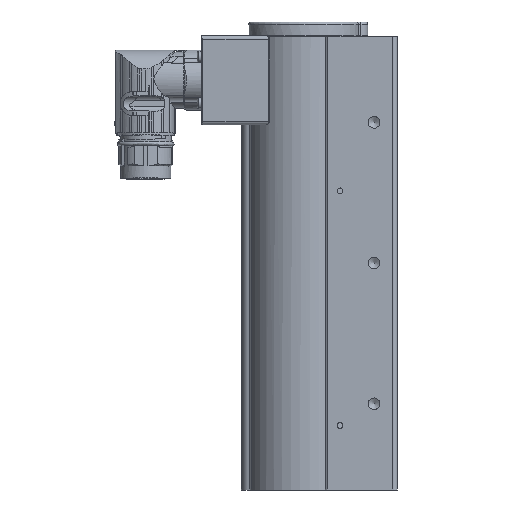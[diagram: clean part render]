
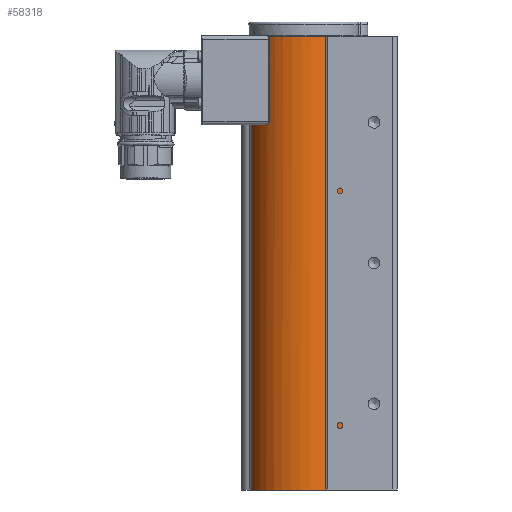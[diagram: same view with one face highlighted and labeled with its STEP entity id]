
A CAD part, left-side view. The second image highlights one B-rep face of the part: STEP entity #58318.
In plain terms, the highlighted cylindrical face has radius 24 mm (diameter 48 mm), a partial arc.
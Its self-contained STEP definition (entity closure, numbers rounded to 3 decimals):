
#290 = CARTESIAN_POINT ( 'NONE',  ( -18.469, 15.326, 174.7 ) ) ;
#431 = FACE_OUTER_BOUND ( 'NONE', #28876, .T. ) ;
#891 = ORIENTED_EDGE ( 'NONE', *, *, #68633, .T. ) ;
#4297 = CARTESIAN_POINT ( 'NONE',  ( -18.156, 15.697, 156.174 ) ) ;
#5204 = LINE ( 'NONE', #56682, #66067 ) ;
#6092 = EDGE_CURVE ( 'NONE', #48826, #79998, #26831, .T. ) ;
#6107 = ORIENTED_EDGE ( 'NONE', *, *, #57180, .T. ) ;
#7145 = CARTESIAN_POINT ( 'NONE',  ( -17.355, 16.577, 155.9 ) ) ;
#11549 = CARTESIAN_POINT ( 'NONE',  ( -18.042, 15.826, 193.3 ) ) ;
#11567 = AXIS2_PLACEMENT_3D ( 'NONE', #40101, #46076, #65863 ) ;
#16443 = ORIENTED_EDGE ( 'NONE', *, *, #67140, .T. ) ;
#19838 = CYLINDRICAL_SURFACE ( 'NONE', #11567, 24. ) ;
#20154 = CARTESIAN_POINT ( 'NONE',  ( -7.529, -22.788, 0. ) ) ;
#20914 = DIRECTION ( 'NONE',  ( 0., 0., -1. ) ) ;
#21314 = CARTESIAN_POINT ( 'NONE',  ( -18.042, 15.826, 193.3 ) ) ;
#23675 = DIRECTION ( 'NONE',  ( 0., 0., 1. ) ) ;
#24492 = CARTESIAN_POINT ( 'NONE',  ( -18.402, 15.407, 156.43 ) ) ;
#24599 = DIRECTION ( 'NONE',  ( 0., 0., -1. ) ) ;
#24889 = CARTESIAN_POINT ( 'NONE',  ( -17.569, 16.353, 155.9 ) ) ;
#26831 = LINE ( 'NONE', #33150, #42613 ) ;
#28615 = CARTESIAN_POINT ( 'NONE',  ( -7.529, -22.788, 193.3 ) ) ;
#28851 = EDGE_CURVE ( 'NONE', #42365, #30848, #76328, .T. ) ;
#28876 = EDGE_LOOP ( 'NONE', ( #38809, #62618, #891, #62966, #43670, #46874, #16443, #6107 ) ) ;
#30600 = CARTESIAN_POINT ( 'NONE',  ( -7.529, 22.788, 0. ) ) ;
#30848 = VERTEX_POINT ( 'NONE', #21314 ) ;
#33150 = CARTESIAN_POINT ( 'NONE',  ( -7.529, 22.788, 193.5 ) ) ;
#35926 = CARTESIAN_POINT ( 'NONE',  ( -18.469, 15.326, 192.855 ) ) ;
#36846 = CARTESIAN_POINT ( 'NONE',  ( -18.202, 15.643, 193.186 ) ) ;
#37106 = CARTESIAN_POINT ( 'NONE',  ( 0., 0., 193.3 ) ) ;
#38039 = VECTOR ( 'NONE', #77591, 1000. ) ;
#38809 = ORIENTED_EDGE ( 'NONE', *, *, #63375, .F. ) ;
#40101 = CARTESIAN_POINT ( 'NONE',  ( 0., 0., 193.5 ) ) ;
#42365 = VERTEX_POINT ( 'NONE', #35926 ) ;
#42613 = VECTOR ( 'NONE', #20914, 1000. ) ;
#43247 = CARTESIAN_POINT ( 'NONE',  ( -18.124, 15.734, 193.248 ) ) ;
#43670 = ORIENTED_EDGE ( 'NONE', *, *, #49058, .T. ) ;
#43672 = B_SPLINE_CURVE_WITH_KNOTS ( 'NONE', 3,
 ( #55346, #24492, #75214, #4297, #56997, #81149, #24889, #49064 ),
 .UNSPECIFIED., .F., .F.,
 ( 4, 2, 2, 4 ),
 ( 0., 0., 0.001, 0.002 ),
 .UNSPECIFIED. ) ;
#46076 = DIRECTION ( 'NONE',  ( 0., 0., -1. ) ) ;
#46874 = ORIENTED_EDGE ( 'NONE', *, *, #28851, .F. ) ;
#48766 = DIRECTION ( 'NONE',  ( 1., 0., 0. ) ) ;
#48826 = VERTEX_POINT ( 'NONE', #64673 ) ;
#49058 = EDGE_CURVE ( 'NONE', #51497, #30848, #51805, .T. ) ;
#49064 = CARTESIAN_POINT ( 'NONE',  ( -17.355, 16.577, 155.9 ) ) ;
#49169 = CARTESIAN_POINT ( 'NONE',  ( -18.469, 15.326, 192.855 ) ) ;
#50265 = DIRECTION ( 'NONE',  ( 0., 0., -1. ) ) ;
#50383 = CIRCLE ( 'NONE', #63857, 24. ) ;
#50762 = VERTEX_POINT ( 'NONE', #65195 ) ;
#51353 = CIRCLE ( 'NONE', #70205, 24. ) ;
#51497 = VERTEX_POINT ( 'NONE', #28615 ) ;
#51805 = CIRCLE ( 'NONE', #58520, 24. ) ;
#52212 = VERTEX_POINT ( 'NONE', #7145 ) ;
#52563 = CARTESIAN_POINT ( 'NONE',  ( 0., 0., 0. ) ) ;
#53063 = LINE ( 'NONE', #290, #38039 ) ;
#54756 = EDGE_CURVE ( 'NONE', #51497, #69398, #5204, .T. ) ;
#55346 = CARTESIAN_POINT ( 'NONE',  ( -18.469, 15.326, 156.545 ) ) ;
#56594 = DIRECTION ( 'NONE',  ( -1., 0., 0. ) ) ;
#56682 = CARTESIAN_POINT ( 'NONE',  ( -7.529, -22.788, 193.5 ) ) ;
#56997 = CARTESIAN_POINT ( 'NONE',  ( -18.063, 15.803, 156.108 ) ) ;
#57180 = EDGE_CURVE ( 'NONE', #50762, #52212, #43672, .T. ) ;
#58318 = ADVANCED_FACE ( 'NONE', ( #431 ), #19838, .T. ) ;
#58520 = AXIS2_PLACEMENT_3D ( 'NONE', #37106, #50265, #68845 ) ;
#61272 = CARTESIAN_POINT ( 'NONE',  ( 0., 0., 155.9 ) ) ;
#62618 = ORIENTED_EDGE ( 'NONE', *, *, #6092, .T. ) ;
#62966 = ORIENTED_EDGE ( 'NONE', *, *, #54756, .F. ) ;
#63375 = EDGE_CURVE ( 'NONE', #48826, #52212, #51353, .T. ) ;
#63857 = AXIS2_PLACEMENT_3D ( 'NONE', #52563, #66088, #48766 ) ;
#64673 = CARTESIAN_POINT ( 'NONE',  ( -7.529, 22.788, 155.9 ) ) ;
#65195 = CARTESIAN_POINT ( 'NONE',  ( -18.469, 15.326, 156.545 ) ) ;
#65863 = DIRECTION ( 'NONE',  ( -1., 0., 0. ) ) ;
#66067 = VECTOR ( 'NONE', #24599, 1000. ) ;
#66088 = DIRECTION ( 'NONE',  ( 0., 0., 1. ) ) ;
#67140 = EDGE_CURVE ( 'NONE', #42365, #50762, #53063, .T. ) ;
#68633 = EDGE_CURVE ( 'NONE', #79998, #69398, #50383, .T. ) ;
#68845 = DIRECTION ( 'NONE',  ( 1., 0., 0. ) ) ;
#69398 = VERTEX_POINT ( 'NONE', #20154 ) ;
#69810 = CARTESIAN_POINT ( 'NONE',  ( -18.345, 15.475, 193.039 ) ) ;
#70205 = AXIS2_PLACEMENT_3D ( 'NONE', #61272, #23675, #56594 ) ;
#74928 = CARTESIAN_POINT ( 'NONE',  ( -18.411, 15.396, 192.955 ) ) ;
#75214 = CARTESIAN_POINT ( 'NONE',  ( -18.325, 15.499, 156.335 ) ) ;
#76328 = B_SPLINE_CURVE_WITH_KNOTS ( 'NONE', 3,
 ( #49169, #74928, #69810, #36846, #43247, #11549 ),
 .UNSPECIFIED., .F., .F.,
 ( 4, 2, 4 ),
 ( 0., 0.001, 0.001 ),
 .UNSPECIFIED. ) ;
#77591 = DIRECTION ( 'NONE',  ( 0., 0., -1. ) ) ;
#79998 = VERTEX_POINT ( 'NONE', #30600 ) ;
#81149 = CARTESIAN_POINT ( 'NONE',  ( -17.777, 16.127, 155.952 ) ) ;
